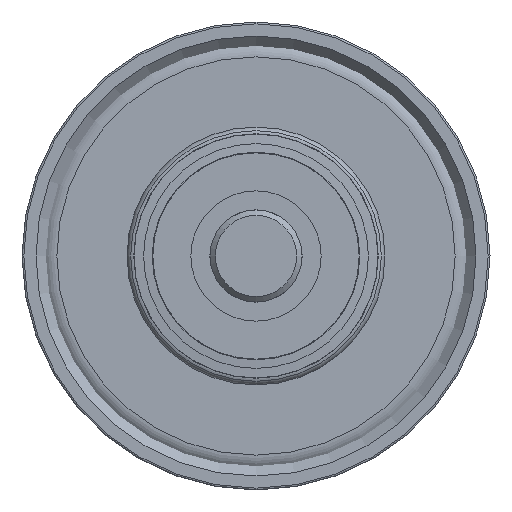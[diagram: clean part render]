
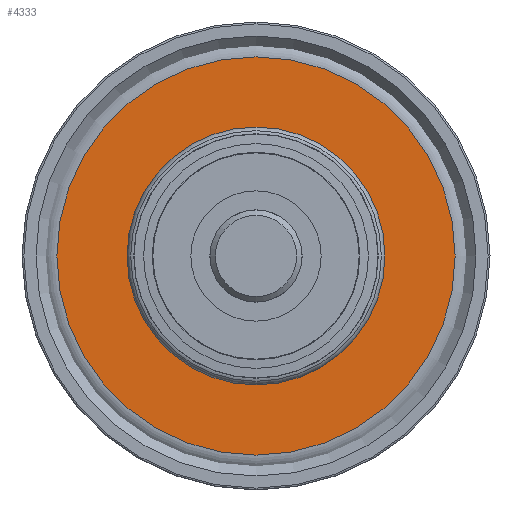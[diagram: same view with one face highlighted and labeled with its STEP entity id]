
A CAD part, left-side view. The second image highlights one B-rep face of the part: STEP entity #4333.
In plain terms, the highlighted planar face has unit normal (-1, 0, 0).
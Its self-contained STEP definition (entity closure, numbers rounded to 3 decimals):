
#227=FACE_BOUND('',#763,.T.);
#433=FACE_OUTER_BOUND('',#762,.T.);
#762=EDGE_LOOP('',(#3070));
#763=EDGE_LOOP('',(#3071));
#1495=CIRCLE('',#4750,54.043);
#1496=CIRCLE('',#4751,30.5);
#1954=VERTEX_POINT('',#7298);
#1955=VERTEX_POINT('',#7300);
#2404=EDGE_CURVE('',#1954,#1954,#1495,.T.);
#2405=EDGE_CURVE('',#1955,#1955,#1496,.T.);
#3070=ORIENTED_EDGE('',*,*,#2404,.T.);
#3071=ORIENTED_EDGE('',*,*,#2405,.F.);
#4220=PLANE('',#4749);
#4333=ADVANCED_FACE('',(#433,#227),#4220,.T.);
#4749=AXIS2_PLACEMENT_3D('',#7297,#5600,#5601);
#4750=AXIS2_PLACEMENT_3D('',#7299,#5602,#5603);
#4751=AXIS2_PLACEMENT_3D('',#7301,#5604,#5605);
#5600=DIRECTION('center_axis',(-1.,0.,0.));
#5601=DIRECTION('ref_axis',(0.,0.,1.));
#5602=DIRECTION('center_axis',(-1.,0.,0.));
#5603=DIRECTION('ref_axis',(0.,0.,1.));
#5604=DIRECTION('center_axis',(-1.,0.,0.));
#5605=DIRECTION('ref_axis',(0.,0.,1.));
#7297=CARTESIAN_POINT('Origin',(-341.5,0.,-30.5));
#7298=CARTESIAN_POINT('',(-341.5,0.,-54.043));
#7299=CARTESIAN_POINT('Origin',(-341.5,0.,0.));
#7300=CARTESIAN_POINT('',(-341.5,0.,-30.5));
#7301=CARTESIAN_POINT('Origin',(-341.5,0.,0.));
